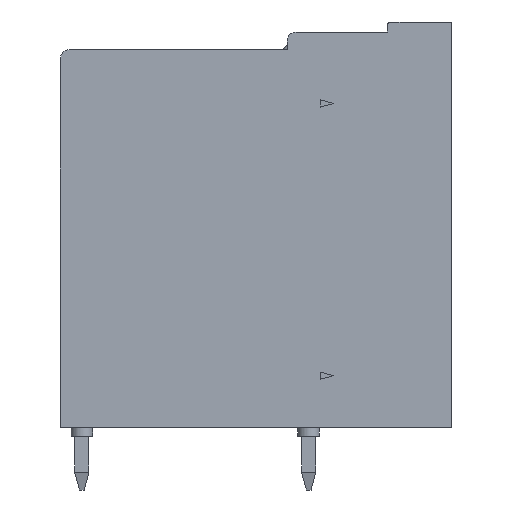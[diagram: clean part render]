
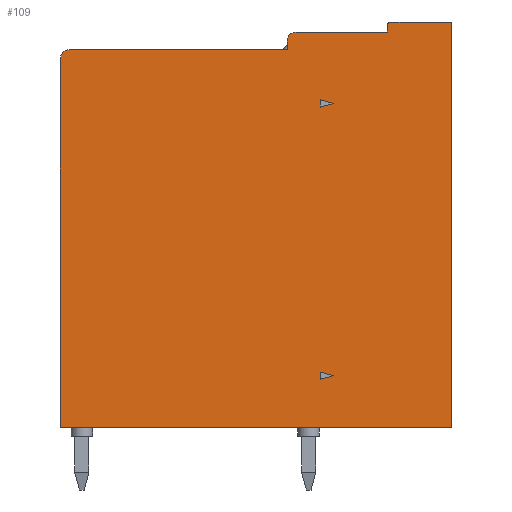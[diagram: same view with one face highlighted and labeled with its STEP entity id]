
A CAD part, left-side view. The second image highlights one B-rep face of the part: STEP entity #109.
In plain terms, the highlighted planar face has unit normal (-1, 0, 0).
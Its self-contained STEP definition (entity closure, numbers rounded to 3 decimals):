
#24=FACE_BOUND($,#1782,.T.);
#25=FACE_BOUND($,#1783,.T.);
#109=ADVANCED_FACE($,(#945,#24,#25),#10329,.T.);
#945=FACE_OUTER_BOUND($,#1781,.T.);
#1781=EDGE_LOOP($,(#2711,#2712,#2713,#2714,#2715,#2716,#2717,#2718,#2719,
#2720,#2721,#2722));
#1782=EDGE_LOOP($,(#2723,#2724,#2725));
#1783=EDGE_LOOP($,(#2726,#2727,#2728));
#2711=ORIENTED_EDGE($,*,*,#6821,.T.);
#2712=ORIENTED_EDGE($,*,*,#6822,.T.);
#2713=ORIENTED_EDGE($,*,*,#6823,.T.);
#2714=ORIENTED_EDGE($,*,*,#6824,.T.);
#2715=ORIENTED_EDGE($,*,*,#6825,.T.);
#2716=ORIENTED_EDGE($,*,*,#6826,.T.);
#2717=ORIENTED_EDGE($,*,*,#6827,.T.);
#2718=ORIENTED_EDGE($,*,*,#6828,.T.);
#2719=ORIENTED_EDGE($,*,*,#6829,.T.);
#2720=ORIENTED_EDGE($,*,*,#6830,.T.);
#2721=ORIENTED_EDGE($,*,*,#6831,.T.);
#2722=ORIENTED_EDGE($,*,*,#6832,.T.);
#2723=ORIENTED_EDGE($,*,*,#6835,.T.);
#2724=ORIENTED_EDGE($,*,*,#6833,.T.);
#2725=ORIENTED_EDGE($,*,*,#6834,.T.);
#2726=ORIENTED_EDGE($,*,*,#6838,.T.);
#2727=ORIENTED_EDGE($,*,*,#6836,.T.);
#2728=ORIENTED_EDGE($,*,*,#6837,.T.);
#6821=EDGE_CURVE($,#8876,#8877,#11521,.T.);
#6822=EDGE_CURVE($,#8877,#8878,#10998,.T.);
#6823=EDGE_CURVE($,#8878,#8879,#11522,.T.);
#6824=EDGE_CURVE($,#8879,#8880,#11523,.T.);
#6825=EDGE_CURVE($,#8880,#8881,#10999,.T.);
#6826=EDGE_CURVE($,#8881,#8882,#11524,.T.);
#6827=EDGE_CURVE($,#8882,#8883,#11525,.T.);
#6828=EDGE_CURVE($,#8883,#8884,#11526,.T.);
#6829=EDGE_CURVE($,#8884,#8885,#11000,.T.);
#6830=EDGE_CURVE($,#8885,#8886,#11527,.T.);
#6831=EDGE_CURVE($,#8886,#8887,#11001,.T.);
#6832=EDGE_CURVE($,#8887,#8876,#11528,.T.);
#6833=EDGE_CURVE($,#8888,#8889,#11529,.T.);
#6834=EDGE_CURVE($,#8889,#8890,#11530,.T.);
#6835=EDGE_CURVE($,#8890,#8888,#11531,.T.);
#6836=EDGE_CURVE($,#8891,#8892,#11532,.T.);
#6837=EDGE_CURVE($,#8892,#8893,#11533,.T.);
#6838=EDGE_CURVE($,#8893,#8891,#11534,.T.);
#8876=VERTEX_POINT($,#21308);
#8877=VERTEX_POINT($,#21309);
#8878=VERTEX_POINT($,#21310);
#8879=VERTEX_POINT($,#21311);
#8880=VERTEX_POINT($,#21312);
#8881=VERTEX_POINT($,#21313);
#8882=VERTEX_POINT($,#21314);
#8883=VERTEX_POINT($,#21315);
#8884=VERTEX_POINT($,#21316);
#8885=VERTEX_POINT($,#21317);
#8886=VERTEX_POINT($,#21318);
#8887=VERTEX_POINT($,#21319);
#8888=VERTEX_POINT($,#21320);
#8889=VERTEX_POINT($,#21321);
#8890=VERTEX_POINT($,#21322);
#8891=VERTEX_POINT($,#21323);
#8892=VERTEX_POINT($,#21324);
#8893=VERTEX_POINT($,#21325);
#10329=PLANE($,#13075);
#10998=(
BOUNDED_CURVE()
B_SPLINE_CURVE(2,(#14477,#14478,#14479),.UNSPECIFIED.,.F.,.F.)
B_SPLINE_CURVE_WITH_KNOTS((3,3),(-0.785,0.),.UNSPECIFIED.)
CURVE()
GEOMETRIC_REPRESENTATION_ITEM()
RATIONAL_B_SPLINE_CURVE((1.,0.707,1.))
REPRESENTATION_ITEM($)
);
#10999=(
BOUNDED_CURVE()
B_SPLINE_CURVE(2,(#14484,#14485,#14486),.UNSPECIFIED.,.F.,.F.)
B_SPLINE_CURVE_WITH_KNOTS((3,3),(0.,0.785),.UNSPECIFIED.)
CURVE()
GEOMETRIC_REPRESENTATION_ITEM()
RATIONAL_B_SPLINE_CURVE((1.,0.707,1.))
REPRESENTATION_ITEM($)
);
#11000=(
BOUNDED_CURVE()
B_SPLINE_CURVE(2,(#14493,#14494,#14495),.UNSPECIFIED.,.F.,.F.)
B_SPLINE_CURVE_WITH_KNOTS((3,3),(0.,0.157),.UNSPECIFIED.)
CURVE()
GEOMETRIC_REPRESENTATION_ITEM()
RATIONAL_B_SPLINE_CURVE((1.,0.707,1.))
REPRESENTATION_ITEM($)
);
#11001=(
BOUNDED_CURVE()
B_SPLINE_CURVE(2,(#14498,#14499,#14500),.UNSPECIFIED.,.F.,.F.)
B_SPLINE_CURVE_WITH_KNOTS((3,3),(0.,0.314),.UNSPECIFIED.)
CURVE()
GEOMETRIC_REPRESENTATION_ITEM()
RATIONAL_B_SPLINE_CURVE((1.,0.707,1.))
REPRESENTATION_ITEM($)
);
#11521=B_SPLINE_CURVE_WITH_KNOTS($,1,(#14475,#14476),.UNSPECIFIED.,.F.,.F.,
(2,2),(-5.1,0.),.UNSPECIFIED.);
#11522=B_SPLINE_CURVE_WITH_KNOTS($,1,(#14480,#14481),.UNSPECIFIED.,.F.,.F.,
(2,2),(-0.5,0.),.UNSPECIFIED.);
#11523=B_SPLINE_CURVE_WITH_KNOTS($,1,(#14482,#14483),.UNSPECIFIED.,.F.,.F.,
(2,2),(-12.2,0.),.UNSPECIFIED.);
#11524=B_SPLINE_CURVE_WITH_KNOTS($,1,(#14487,#14488),.UNSPECIFIED.,.F.,.F.,
(2,2),(-20.64,0.),.UNSPECIFIED.);
#11525=B_SPLINE_CURVE_WITH_KNOTS($,1,(#14489,#14490),.UNSPECIFIED.,.F.,.F.,
(2,2),(-21.9,0.),.UNSPECIFIED.);
#11526=B_SPLINE_CURVE_WITH_KNOTS($,1,(#14491,#14492),.UNSPECIFIED.,.F.,.F.,
(2,2),(-22.6,0.),.UNSPECIFIED.);
#11527=B_SPLINE_CURVE_WITH_KNOTS($,1,(#14496,#14497),.UNSPECIFIED.,.F.,.F.,
(2,2),(-3.3,0.),.UNSPECIFIED.);
#11528=B_SPLINE_CURVE_WITH_KNOTS($,1,(#14501,#14502),.UNSPECIFIED.,.F.,.F.,
(2,2),(-0.36,0.),.UNSPECIFIED.);
#11529=B_SPLINE_CURVE_WITH_KNOTS($,1,(#14503,#14504),.UNSPECIFIED.,.F.,.F.,
(2,2),(0.,0.776),.UNSPECIFIED.);
#11530=B_SPLINE_CURVE_WITH_KNOTS($,1,(#14505,#14506),.UNSPECIFIED.,.F.,.F.,
(2,2),(0.,0.402),.UNSPECIFIED.);
#11531=B_SPLINE_CURVE_WITH_KNOTS($,1,(#14507,#14508),.UNSPECIFIED.,.F.,.F.,
(2,2),(0.,0.776),.UNSPECIFIED.);
#11532=B_SPLINE_CURVE_WITH_KNOTS($,1,(#14509,#14510),.UNSPECIFIED.,.F.,.F.,
(2,2),(0.,0.776),.UNSPECIFIED.);
#11533=B_SPLINE_CURVE_WITH_KNOTS($,1,(#14511,#14512),.UNSPECIFIED.,.F.,.F.,
(2,2),(0.,0.776),.UNSPECIFIED.);
#11534=B_SPLINE_CURVE_WITH_KNOTS($,1,(#14513,#14514),.UNSPECIFIED.,.F.,.F.,
(2,2),(0.,0.402),.UNSPECIFIED.);
#13075=AXIS2_PLACEMENT_3D($,#19414,#13749,$);
#13749=DIRECTION($,(-1.,0.,0.));
#14475=CARTESIAN_POINT($,(-12.125,-4.4,22.14));
#14476=CARTESIAN_POINT($,(-12.125,0.7,22.14));
#14477=CARTESIAN_POINT($,(-12.125,0.7,22.14));
#14478=CARTESIAN_POINT($,(-12.125,1.2,22.14));
#14479=CARTESIAN_POINT($,(-12.125,1.2,21.64));
#14480=CARTESIAN_POINT($,(-12.125,1.2,21.64));
#14481=CARTESIAN_POINT($,(-12.125,1.2,21.14));
#14482=CARTESIAN_POINT($,(-12.125,1.2,21.14));
#14483=CARTESIAN_POINT($,(-12.125,13.4,21.14));
#14484=CARTESIAN_POINT($,(-12.125,13.4,21.14));
#14485=CARTESIAN_POINT($,(-12.125,13.9,21.14));
#14486=CARTESIAN_POINT($,(-12.125,13.9,20.64));
#14487=CARTESIAN_POINT($,(-12.125,13.9,20.64));
#14488=CARTESIAN_POINT($,(-12.125,13.9,0.));
#14489=CARTESIAN_POINT($,(-12.125,13.9,0.));
#14490=CARTESIAN_POINT($,(-12.125,-8.,0.));
#14491=CARTESIAN_POINT($,(-12.125,-8.,0.));
#14492=CARTESIAN_POINT($,(-12.125,-8.,22.6));
#14493=CARTESIAN_POINT($,(-12.125,-8.,22.6));
#14494=CARTESIAN_POINT($,(-12.125,-8.,22.7));
#14495=CARTESIAN_POINT($,(-12.125,-7.9,22.7));
#14496=CARTESIAN_POINT($,(-12.125,-7.9,22.7));
#14497=CARTESIAN_POINT($,(-12.125,-4.6,22.7));
#14498=CARTESIAN_POINT($,(-12.125,-4.6,22.7));
#14499=CARTESIAN_POINT($,(-12.125,-4.4,22.7));
#14500=CARTESIAN_POINT($,(-12.125,-4.4,22.5));
#14501=CARTESIAN_POINT($,(-12.125,-4.4,22.5));
#14502=CARTESIAN_POINT($,(-12.125,-4.4,22.14));
#14503=CARTESIAN_POINT($,(-12.125,-1.4,18.14));
#14504=CARTESIAN_POINT($,(-12.125,-0.65,17.939));
#14505=CARTESIAN_POINT($,(-12.125,-0.65,17.939));
#14506=CARTESIAN_POINT($,(-12.125,-0.65,18.341));
#14507=CARTESIAN_POINT($,(-12.125,-0.65,18.341));
#14508=CARTESIAN_POINT($,(-12.125,-1.4,18.14));
#14509=CARTESIAN_POINT($,(-12.125,-0.65,3.101));
#14510=CARTESIAN_POINT($,(-12.125,-1.4,2.9));
#14511=CARTESIAN_POINT($,(-12.125,-1.4,2.9));
#14512=CARTESIAN_POINT($,(-12.125,-0.65,2.699));
#14513=CARTESIAN_POINT($,(-12.125,-0.65,2.699));
#14514=CARTESIAN_POINT($,(-12.125,-0.65,3.101));
#19414=CARTESIAN_POINT($,(-12.125,13.9,0.));
#21308=CARTESIAN_POINT($,(-12.125,-4.4,22.14));
#21309=CARTESIAN_POINT($,(-12.125,0.7,22.14));
#21310=CARTESIAN_POINT($,(-12.125,1.2,21.64));
#21311=CARTESIAN_POINT($,(-12.125,1.2,21.14));
#21312=CARTESIAN_POINT($,(-12.125,13.4,21.14));
#21313=CARTESIAN_POINT($,(-12.125,13.9,20.64));
#21314=CARTESIAN_POINT($,(-12.125,13.9,0.));
#21315=CARTESIAN_POINT($,(-12.125,-8.,0.));
#21316=CARTESIAN_POINT($,(-12.125,-8.,22.6));
#21317=CARTESIAN_POINT($,(-12.125,-7.9,22.7));
#21318=CARTESIAN_POINT($,(-12.125,-4.6,22.7));
#21319=CARTESIAN_POINT($,(-12.125,-4.4,22.5));
#21320=CARTESIAN_POINT($,(-12.125,-1.4,18.14));
#21321=CARTESIAN_POINT($,(-12.125,-0.65,17.939));
#21322=CARTESIAN_POINT($,(-12.125,-0.65,18.341));
#21323=CARTESIAN_POINT($,(-12.125,-0.65,3.101));
#21324=CARTESIAN_POINT($,(-12.125,-1.4,2.9));
#21325=CARTESIAN_POINT($,(-12.125,-0.65,2.699));
